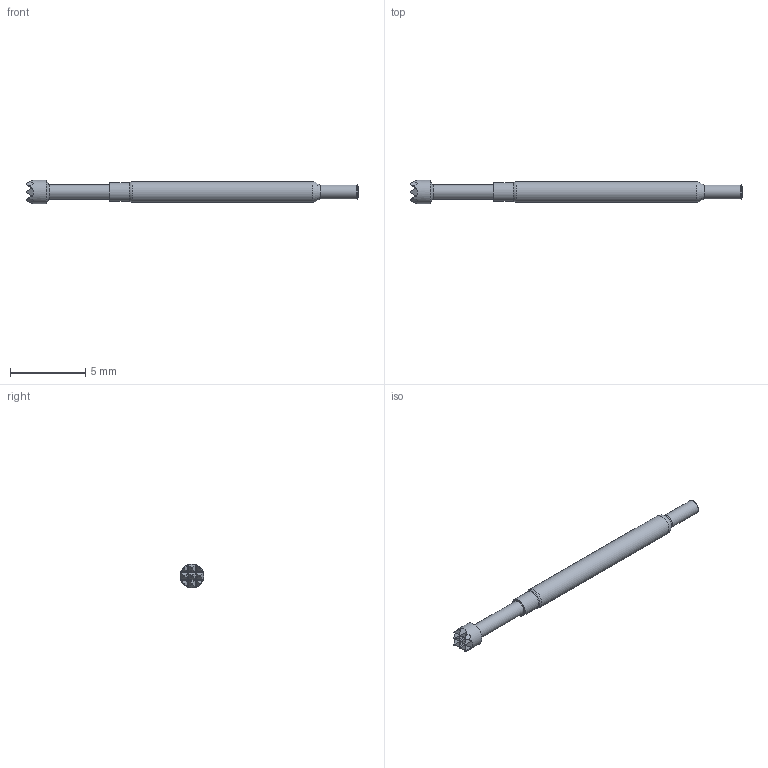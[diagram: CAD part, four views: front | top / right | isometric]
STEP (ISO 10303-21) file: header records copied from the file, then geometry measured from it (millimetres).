
FILE_DESCRIPTION (( 'STEP AP214' ), '1' );
FILE_NAME ('X75-PRP16B09H.STEP', '2017-06-06T19:35:23', ( '' ), ( '' ), 'SwSTEP 2.0', 'SolidWorks 2016', '' );
FILE_SCHEMA (( 'AUTOMOTIVE_DESIGN' ));
Length unit declared in the file: inch
Products named in the file (1): X75-PRP16B09H
Bounding box: 22.1 x 1.57 x 1.57 mm (x, y, z)
Volume: 26.9 mm3; surface area: 89.9 mm2
Topology: 1 solids, 1 shells, 114 faces, 291 edges, 180 vertices
Faces by surface type: bspline 54, cone 44, cylinder 9, torus 4, plane 3
Full cylindrical faces by diameter (mm): 0.922 x1, 0.96 x1, 1.232 x1, 1.367 x1, 1.567 x1
Entity records: 6404 total; most frequent: CARTESIAN_POINT 2731, ORIENTED_EDGE 552, DIRECTION 290, EDGE_CURVE 276, B_SPLINE_CURVE_WITH_KNOTS 192, VERTEX_POINT 178, AXIS2_PLACEMENT_3D 145, EDGE_LOOP 128
